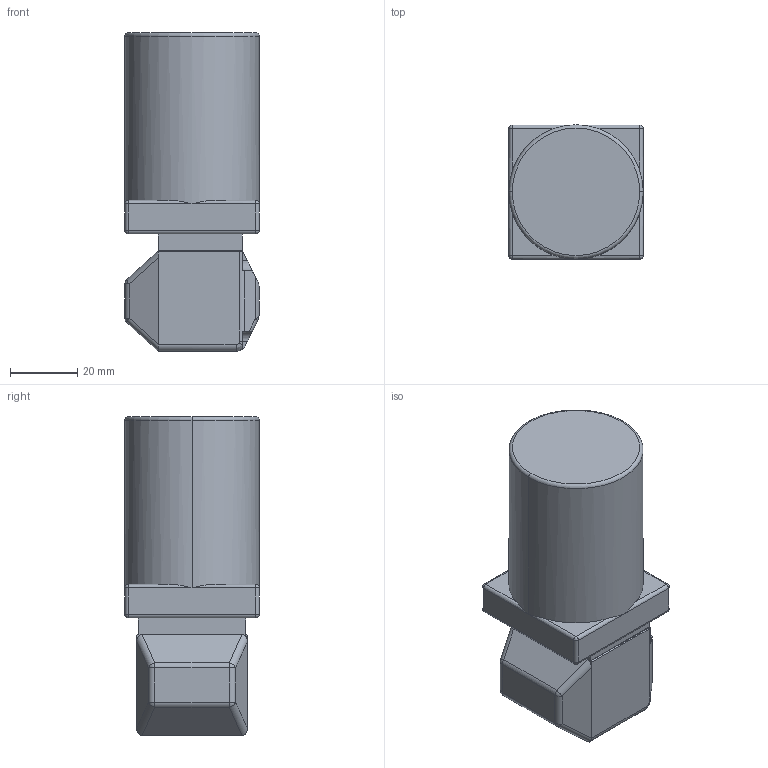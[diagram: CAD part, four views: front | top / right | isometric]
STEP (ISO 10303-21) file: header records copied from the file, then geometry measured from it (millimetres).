
FILE_DESCRIPTION((''),'2;1');
FILE_NAME('PRT0001','2012-02-14T',('dhelisch'),(''),'PRO/ENGINEER BY PARAMETRIC TECHNOLOGY CORPORATION, 2007250','PRO/ENGINEER BY PARAMETRIC TECHNOLOGY CORPORATION, 2007250','');
FILE_SCHEMA(('CONFIG_CONTROL_DESIGN'));
Length unit declared in the file: millimetre
Products named in the file (1): PRT0001
Bounding box: 40 x 40 x 95 mm (x, y, z)
Volume: 113018 mm3; surface area: 16615.7 mm2
Topology: 1 solids, 1 shells, 127 faces, 295 edges, 176 vertices
Faces by surface type: cylinder 55, plane 46, sphere 14, bspline 6, torus 4, cone 2
Entity records: 4798 total; most frequent: CARTESIAN_POINT 942, DIRECTION 603, ORIENTED_EDGE 590, PRESENTATION_STYLE_ASSIGNMENT 296, STYLED_ITEM 296, CURVE_STYLE 295, EDGE_CURVE 295, AXIS2_PLACEMENT_3D 227
